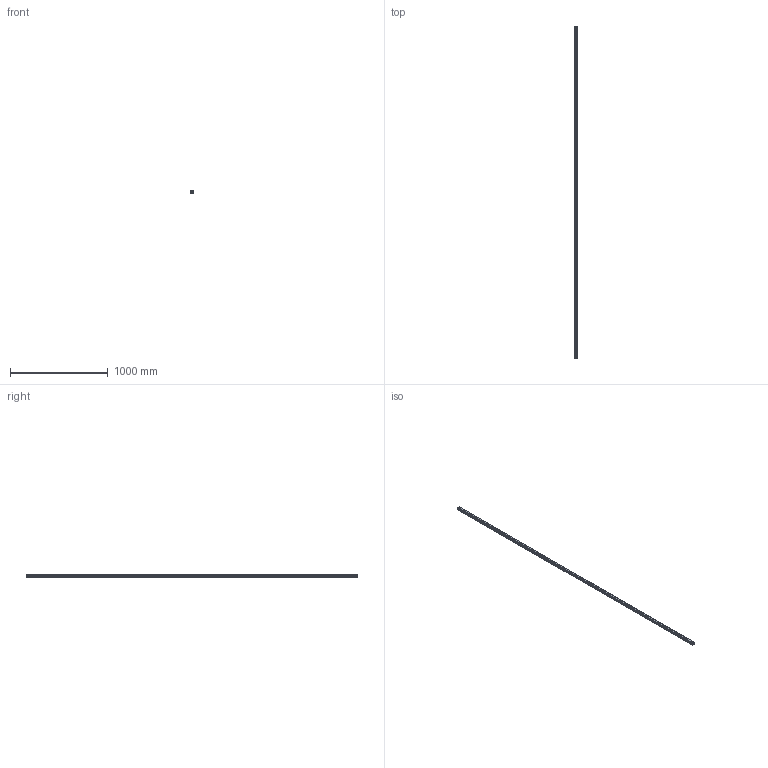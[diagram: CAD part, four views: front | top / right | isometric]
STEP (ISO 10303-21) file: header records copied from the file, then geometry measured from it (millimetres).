
FILE_DESCRIPTION(('STEP AP214'),'1');
FILE_NAME('cctmp_7999AC8B-F47D-45C9-9C77-05DFF4FFC6F0_2020_6_24_15_41_52_303..stp','2020-06-24T13:41:52',('HIWIN GmbH'),('CADClick - www.CADClick.com'),'Spatial InterOp 3D',' ','unknown authorization');
FILE_SCHEMA(('AUTOMOTIVE_DESIGN'));
Length unit declared in the file: millimetre
Products named in the file (1): HGR30R3390H_FILE
Bounding box: 28 x 3390 x 26 mm (x, y, z)
Volume: 1970780.8 mm3; surface area: 420530.3 mm2
Topology: 1 solids, 1 shells, 502 faces, 1101 edges, 734 vertices
Faces by surface type: cylinder 280, plane 222
Entity records: 18065 total; most frequent: DIRECTION 2667, CARTESIAN_POINT 2338, ORIENTED_EDGE 2202, EDGE_CURVE 1101, AXIS2_PLACEMENT_3D 1063, VERTEX_POINT 734, EDGE_LOOP 635, CIRCLE 560
